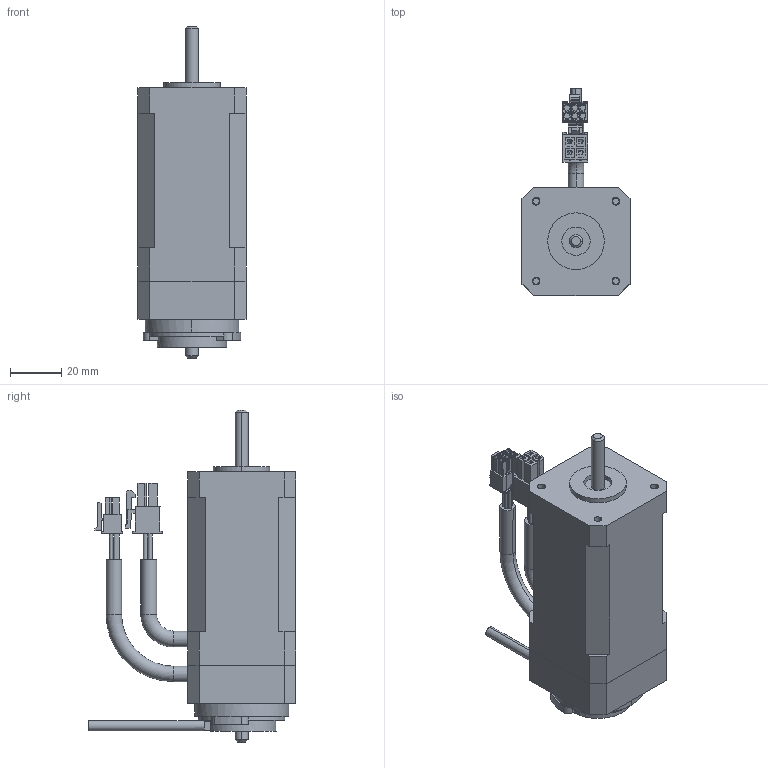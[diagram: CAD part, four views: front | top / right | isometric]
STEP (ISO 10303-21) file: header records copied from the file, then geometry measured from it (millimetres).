
FILE_DESCRIPTION (( 'STEP AP214' ), '1' );
FILE_NAME ('E017-3A-Mx5000-NN-XXX.STEP', '2020-06-03T18:55:25', ( '' ), ( '' ), 'SwSTEP 2.0', 'SolidWorks 2019', '' );
FILE_SCHEMA (( 'AUTOMOTIVE_DESIGN' ));
Length unit declared in the file: millimetre
Products named in the file (5): E017-3A-Mx5000-NN-XXX; QM35; E017-3A; 39-01-2040; 43025-0600
Assembly tree (4 placements, depth 2):
  E017-3A-Mx5000-NN-XXX
    E017-3A
    QM35
    39-01-2040
    43025-0600
Bounding box: 42 x 80.53 x 129 mm (x, y, z)
Volume: 167958.4 mm3; surface area: 28513.7 mm2
Topology: 5 solids, 5 shells, 558 faces, 1441 edges, 942 vertices
Faces by surface type: plane 436, cylinder 114, torus 4, cone 4
Entity records: 17056 total; most frequent: CARTESIAN_POINT 2948, ORIENTED_EDGE 2882, DIRECTION 2831, EDGE_CURVE 1441, LINE 1181, VECTOR 1181, VERTEX_POINT 942, AXIS2_PLACEMENT_3D 825
